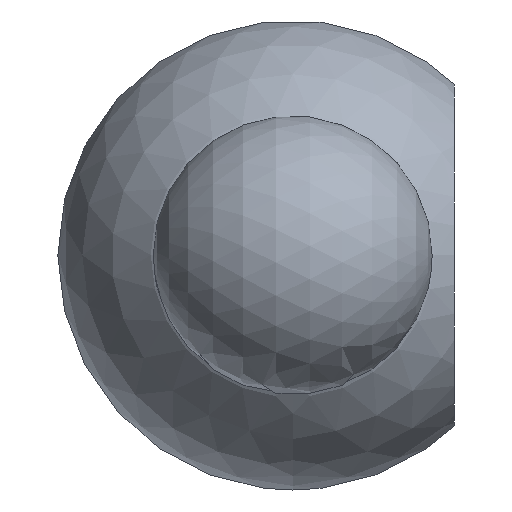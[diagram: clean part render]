
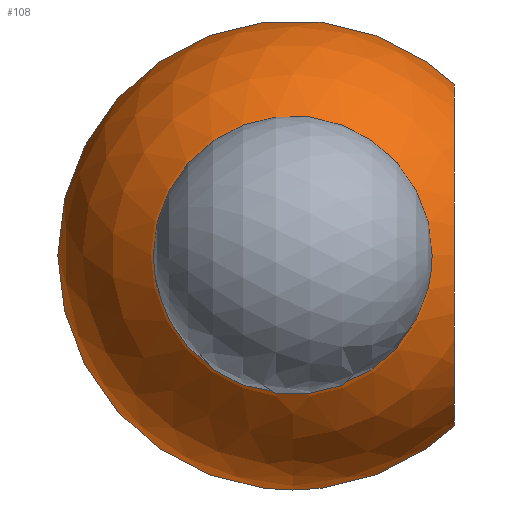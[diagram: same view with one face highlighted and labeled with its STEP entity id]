
A CAD part, left-side view. The second image highlights one B-rep face of the part: STEP entity #108.
In plain terms, the highlighted spherical face has radius 16 mm.
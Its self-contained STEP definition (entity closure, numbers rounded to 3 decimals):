
#103=SPHERICAL_SURFACE('',#188,16.);
#108=ADVANCED_FACE('',(#116,#117,#118),#103,.T.);
#116=FACE_BOUND('',#134,.T.);
#117=FACE_BOUND('',#135,.T.);
#118=FACE_BOUND('',#136,.T.);
#134=EDGE_LOOP('',(#148));
#135=EDGE_LOOP('',(#149));
#136=EDGE_LOOP('',(#150));
#148=ORIENTED_EDGE('',*,*,#165,.F.);
#149=ORIENTED_EDGE('',*,*,#168,.T.);
#150=ORIENTED_EDGE('',*,*,#169,.F.);
#157=VERTEX_POINT('',#229);
#160=VERTEX_POINT('',#237);
#161=VERTEX_POINT('',#240);
#165=EDGE_CURVE('',#157,#157,#172,.T.);
#168=EDGE_CURVE('',#160,#160,#175,.T.);
#169=EDGE_CURVE('',#161,#161,#176,.T.);
#172=CIRCLE('',#180,11.619);
#175=CIRCLE('',#185,6.5);
#176=CIRCLE('',#187,6.5);
#180=AXIS2_PLACEMENT_3D('',#228,#197,#198);
#185=AXIS2_PLACEMENT_3D('',#236,#207,#208);
#187=AXIS2_PLACEMENT_3D('',#239,#211,#212);
#188=AXIS2_PLACEMENT_3D('',#241,#213,#214);
#197=DIRECTION('',(0.,-1.,0.));
#198=DIRECTION('',(0.,0.,1.));
#207=DIRECTION('',(1.,0.,0.));
#208=DIRECTION('',(0.,0.,-1.));
#211=DIRECTION('',(1.,0.,0.));
#212=DIRECTION('',(0.,0.,-1.));
#213=DIRECTION('',(1.,0.,0.));
#214=DIRECTION('',(0.,1.,0.));
#228=CARTESIAN_POINT('',(190.257,119.117,0.));
#229=CARTESIAN_POINT('',(190.257,119.117,11.619));
#236=CARTESIAN_POINT('',(175.636,130.117,0.));
#237=CARTESIAN_POINT('',(175.636,130.117,-6.5));
#239=CARTESIAN_POINT('',(204.877,130.117,0.));
#240=CARTESIAN_POINT('',(204.877,130.117,-6.5));
#241=CARTESIAN_POINT('',(190.257,130.117,0.));
